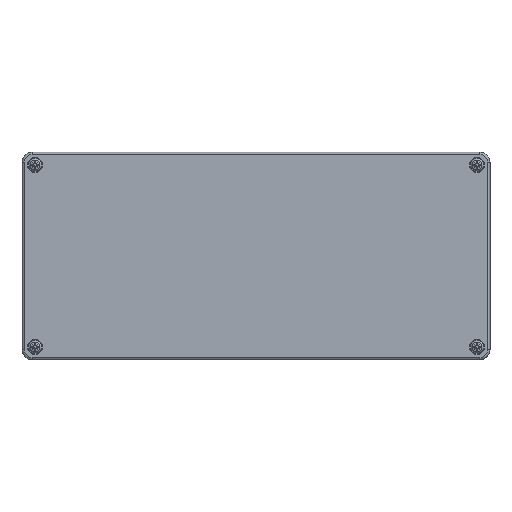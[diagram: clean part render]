
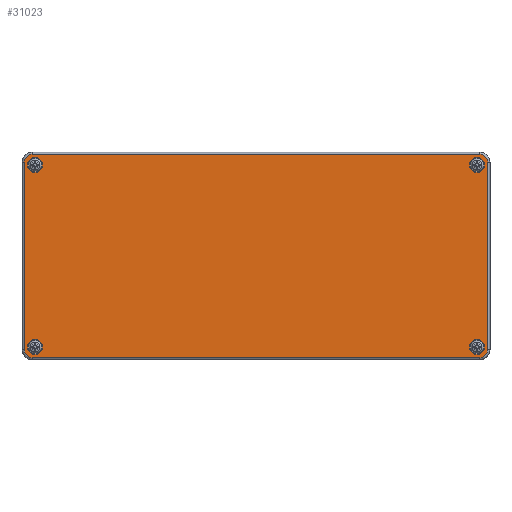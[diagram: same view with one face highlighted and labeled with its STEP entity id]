
A CAD part, top view. The second image highlights one B-rep face of the part: STEP entity #31023.
In plain terms, the highlighted planar face has unit normal (0, 0, 1).
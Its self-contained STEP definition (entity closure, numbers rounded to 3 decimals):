
#30602=CARTESIAN_POINT('',(-172.0,-78.177,20.0));
#30603=VERTEX_POINT('',#30602);
#30611=CARTESIAN_POINT('',(-178.177,-72.,20.0));
#30612=VERTEX_POINT('',#30611);
#30613=CARTESIAN_POINT('',(-172.0,-72.,20.0));
#30614=DIRECTION('',(0.0,0.0,-1.0));
#30615=DIRECTION('',(-0.707,-0.707,0.0));
#30616=AXIS2_PLACEMENT_3D('',#30613,#30614,#30615);
#30617=CIRCLE('',#30616,6.177);
#30618=EDGE_CURVE('',#30603,#30612,#30617,.T.);
#30644=CARTESIAN_POINT('',(-178.177,72.,20.0));
#30645=VERTEX_POINT('',#30644);
#30662=CARTESIAN_POINT('',(-178.177,-72.0,20.0));
#30663=DIRECTION('',(0.0,1.0,0.0));
#30664=VECTOR('',#30663,144.);
#30665=LINE('',#30662,#30664);
#30666=EDGE_CURVE('',#30612,#30645,#30665,.T.);
#30676=CARTESIAN_POINT('',(-172.0,78.177,20.0));
#30677=VERTEX_POINT('',#30676);
#30695=CARTESIAN_POINT('',(-172.0,72.,20.0));
#30696=DIRECTION('',(0.0,0.0,-1.0));
#30697=DIRECTION('',(-0.707,0.707,0.0));
#30698=AXIS2_PLACEMENT_3D('',#30695,#30696,#30697);
#30699=CIRCLE('',#30698,6.177);
#30700=EDGE_CURVE('',#30645,#30677,#30699,.T.);
#30710=CARTESIAN_POINT('',(172.,78.177,20.0));
#30711=VERTEX_POINT('',#30710);
#30728=CARTESIAN_POINT('',(-172.0,78.177,20.0));
#30729=DIRECTION('',(1.0,0.0,0.0));
#30730=VECTOR('',#30729,344.0);
#30731=LINE('',#30728,#30730);
#30732=EDGE_CURVE('',#30677,#30711,#30731,.T.);
#30742=CARTESIAN_POINT('',(178.177,72.,20.0));
#30743=VERTEX_POINT('',#30742);
#30761=CARTESIAN_POINT('',(172.0,72.,20.0));
#30762=DIRECTION('',(0.0,0.0,-1.0));
#30763=DIRECTION('',(0.707,0.707,0.0));
#30764=AXIS2_PLACEMENT_3D('',#30761,#30762,#30763);
#30765=CIRCLE('',#30764,6.177);
#30766=EDGE_CURVE('',#30711,#30743,#30765,.T.);
#30776=CARTESIAN_POINT('',(178.177,-72.,20.0));
#30777=VERTEX_POINT('',#30776);
#30794=CARTESIAN_POINT('',(178.177,72.,20.0));
#30795=DIRECTION('',(0.0,-1.0,0.0));
#30796=VECTOR('',#30795,144.);
#30797=LINE('',#30794,#30796);
#30798=EDGE_CURVE('',#30743,#30777,#30797,.T.);
#30808=CARTESIAN_POINT('',(172.0,-78.177,20.0));
#30809=VERTEX_POINT('',#30808);
#30827=CARTESIAN_POINT('',(172.0,-72.,20.0));
#30828=DIRECTION('',(0.0,0.0,-1.0));
#30829=DIRECTION('',(0.707,-0.707,0.0));
#30830=AXIS2_PLACEMENT_3D('',#30827,#30828,#30829);
#30831=CIRCLE('',#30830,6.177);
#30832=EDGE_CURVE('',#30777,#30809,#30831,.T.);
#30850=CARTESIAN_POINT('',(172.0,-78.177,20.0));
#30851=DIRECTION('',(-1.0,0.0,0.0));
#30852=VECTOR('',#30851,344.0);
#30853=LINE('',#30850,#30852);
#30854=EDGE_CURVE('',#30809,#30603,#30853,.T.);
#30964=CARTESIAN_POINT('',(0.,0.,20.0));
#30965=DIRECTION('',(0.0,0.0,1.0));
#30966=DIRECTION('',(1.0,0.0,0.0));
#30967=AXIS2_PLACEMENT_3D('',#30964,#30965,#30966);
#30968=PLANE('',#30967);
#30969=ORIENTED_EDGE('',*,*,#30618,.F.);
#30970=ORIENTED_EDGE('',*,*,#30854,.F.);
#30971=ORIENTED_EDGE('',*,*,#30832,.F.);
#30972=ORIENTED_EDGE('',*,*,#30798,.F.);
#30973=ORIENTED_EDGE('',*,*,#30766,.F.);
#30974=ORIENTED_EDGE('',*,*,#30732,.F.);
#30975=ORIENTED_EDGE('',*,*,#30700,.F.);
#30976=ORIENTED_EDGE('',*,*,#30666,.F.);
#30977=EDGE_LOOP('',(#30969,#30970,#30971,#30972,#30973,#30974,#30975,#30976));
#30978=FACE_OUTER_BOUND('',#30977,.T.);
#30979=CARTESIAN_POINT('',(175.8,-70.,20.0));
#30980=VERTEX_POINT('',#30979);
#30981=CARTESIAN_POINT('',(170.,-70.,20.0));
#30982=DIRECTION('',(0.0,0.0,1.0));
#30983=DIRECTION('',(-1.0,0.0,0.0));
#30984=AXIS2_PLACEMENT_3D('',#30981,#30982,#30983);
#30985=CIRCLE('',#30984,5.8);
#30986=EDGE_CURVE('',#30980,#30980,#30985,.T.);
#30987=ORIENTED_EDGE('',*,*,#30986,.F.);
#30988=EDGE_LOOP('',(#30987));
#30989=FACE_BOUND('',#30988,.T.);
#30990=CARTESIAN_POINT('',(-164.2,70.0,20.0));
#30991=VERTEX_POINT('',#30990);
#30992=CARTESIAN_POINT('',(-170.,70.0,20.0));
#30993=DIRECTION('',(0.0,0.0,1.0));
#30994=DIRECTION('',(-1.0,0.0,0.0));
#30995=AXIS2_PLACEMENT_3D('',#30992,#30993,#30994);
#30996=CIRCLE('',#30995,5.8);
#30997=EDGE_CURVE('',#30991,#30991,#30996,.T.);
#30998=ORIENTED_EDGE('',*,*,#30997,.F.);
#30999=EDGE_LOOP('',(#30998));
#31000=FACE_BOUND('',#30999,.T.);
#31001=CARTESIAN_POINT('',(-164.2,-70.0,20.0));
#31002=VERTEX_POINT('',#31001);
#31003=CARTESIAN_POINT('',(-170.,-70.0,20.0));
#31004=DIRECTION('',(0.0,0.0,1.0));
#31005=DIRECTION('',(-1.0,0.0,0.0));
#31006=AXIS2_PLACEMENT_3D('',#31003,#31004,#31005);
#31007=CIRCLE('',#31006,5.8);
#31008=EDGE_CURVE('',#31002,#31002,#31007,.T.);
#31009=ORIENTED_EDGE('',*,*,#31008,.F.);
#31010=EDGE_LOOP('',(#31009));
#31011=FACE_BOUND('',#31010,.T.);
#31012=CARTESIAN_POINT('',(175.8,70.,20.0));
#31013=VERTEX_POINT('',#31012);
#31014=CARTESIAN_POINT('',(170.,70.,20.0));
#31015=DIRECTION('',(0.0,0.0,1.0));
#31016=DIRECTION('',(-1.0,0.0,0.0));
#31017=AXIS2_PLACEMENT_3D('',#31014,#31015,#31016);
#31018=CIRCLE('',#31017,5.8);
#31019=EDGE_CURVE('',#31013,#31013,#31018,.T.);
#31020=ORIENTED_EDGE('',*,*,#31019,.F.);
#31021=EDGE_LOOP('',(#31020));
#31022=FACE_BOUND('',#31021,.T.);
#31023=ADVANCED_FACE('',(#30978,#30989,#31000,#31011,#31022),#30968,.T.);
